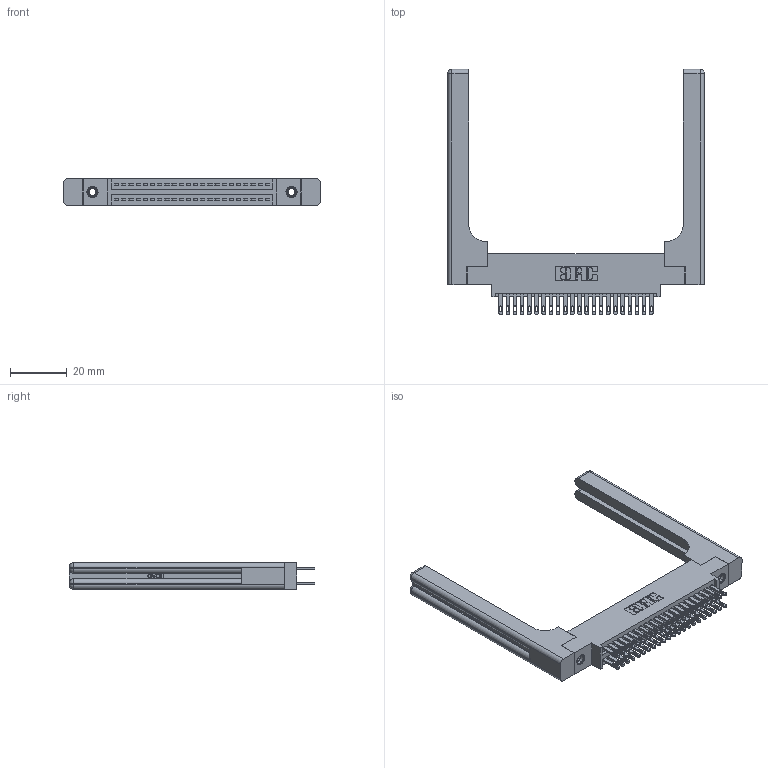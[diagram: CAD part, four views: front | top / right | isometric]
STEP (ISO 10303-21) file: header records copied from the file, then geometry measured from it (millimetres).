
FILE_DESCRIPTION (( 'STEP AP203' ), '1' );
FILE_NAME ('345-044-500-858.STEP', '2019-10-28T22:57:06', ( '' ), ( '' ), 'SwSTEP 2.0', 'SolidWorks 2016', '' );
FILE_SCHEMA (( 'CONFIG_CONTROL_DESIGN' ));
Length unit declared in the file: inch
Products named in the file (5): 345-220-058_345-220-058; 345-044-500-858; 345 Part_0.170 Offset - 0.156 Dia-TH; 345-250-001_345-250-001-102; 345-292-001_345-293-100
Assembly tree (49 placements, depth 2):
  345-044-500-858
    345 Part_0.170 Offset - 0.156 Dia-TH
    345-292-001_345-293-100  x44
    345-250-001_345-250-001-102  x2
    345-220-058_345-220-058  x2
Bounding box: 90.91 x 86.79 x 9.4 mm (x, y, z)
Volume: 17141.3 mm3; surface area: 18073.8 mm2
Topology: 49 solids, 49 shells, 2410 faces, 7223 edges, 4794 vertices
Faces by surface type: plane 1420, cylinder 930, bspline 36, cone 12, sphere 8, torus 4
Entity records: 25198 total; most frequent: CARTESIAN_POINT 5237, ORIENTED_EDGE 3968, DIRECTION 3576, EDGE_CURVE 1984, LINE 1668, VECTOR 1668, VERTEX_POINT 1314, AXIS2_PLACEMENT_3D 954
